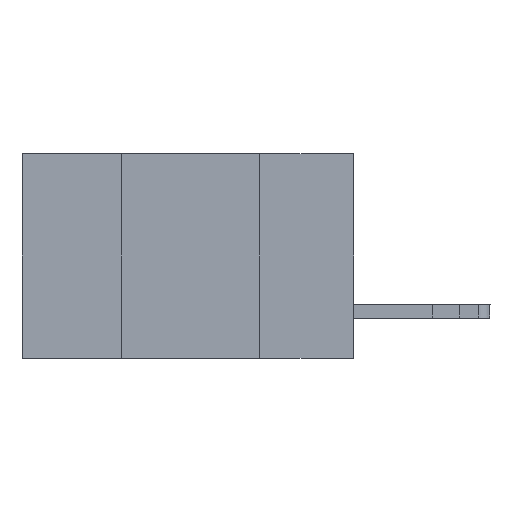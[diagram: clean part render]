
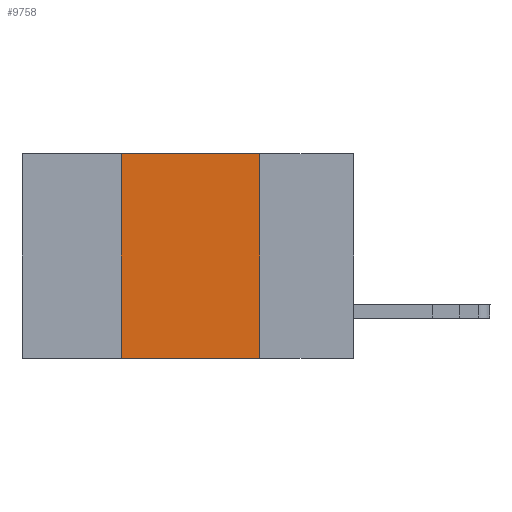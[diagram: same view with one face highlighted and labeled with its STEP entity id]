
A CAD part, left-side view. The second image highlights one B-rep face of the part: STEP entity #9758.
In plain terms, the highlighted planar face has unit normal (-1, 0, 0).
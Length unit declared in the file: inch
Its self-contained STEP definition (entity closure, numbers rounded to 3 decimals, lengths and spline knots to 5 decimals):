
#375 = DIRECTION ( 'NONE',  ( 0., 0., 1. ) ) ;
#585 = CARTESIAN_POINT ( 'NONE',  ( 0., 0.17, 0. ) ) ;
#1208 = FACE_OUTER_BOUND ( 'NONE', #5617, .T. ) ;
#1280 = VECTOR ( 'NONE', #375, 39.37008 ) ;
#1325 = ORIENTED_EDGE ( 'NONE', *, *, #1951, .F. ) ;
#1652 = LINE ( 'NONE', #13951, #12397 ) ;
#1834 = EDGE_CURVE ( 'NONE', #15764, #12112, #9552, .T. ) ;
#1951 = EDGE_CURVE ( 'NONE', #12112, #13518, #1652, .T. ) ;
#2661 = CARTESIAN_POINT ( 'NONE',  ( 0., 0.42, -0.37 ) ) ;
#3028 = DIRECTION ( 'NONE',  ( 0., -1., 0. ) ) ;
#3644 = CARTESIAN_POINT ( 'NONE',  ( 0., 0.6, 0. ) ) ;
#4578 = ORIENTED_EDGE ( 'NONE', *, *, #5651, .F. ) ;
#5176 = DIRECTION ( 'NONE',  ( 1., 0., 0. ) ) ;
#5399 = CARTESIAN_POINT ( 'NONE',  ( 0., 0.6, 0. ) ) ;
#5611 = CARTESIAN_POINT ( 'NONE',  ( 0., 0.6, -0.37 ) ) ;
#5617 = EDGE_LOOP ( 'NONE', ( #1325, #10453, #4578, #9507 ) ) ;
#5651 = EDGE_CURVE ( 'NONE', #16144, #15764, #11612, .T. ) ;
#6573 = VECTOR ( 'NONE', #3028, 39.37008 ) ;
#8504 = CARTESIAN_POINT ( 'NONE',  ( 0., 0.42, 0. ) ) ;
#9187 = DIRECTION ( 'NONE',  ( 0., 0., -1. ) ) ;
#9507 = ORIENTED_EDGE ( 'NONE', *, *, #10338, .T. ) ;
#9552 = LINE ( 'NONE', #3644, #11622 ) ;
#9758 = ADVANCED_FACE ( 'NONE', ( #1208 ), #16594, .F. ) ;
#10208 = DIRECTION ( 'NONE',  ( 0., 0., -1. ) ) ;
#10338 = EDGE_CURVE ( 'NONE', #16144, #13518, #10603, .T. ) ;
#10453 = ORIENTED_EDGE ( 'NONE', *, *, #1834, .F. ) ;
#10603 = LINE ( 'NONE', #5611, #6573 ) ;
#10733 = AXIS2_PLACEMENT_3D ( 'NONE', #5399, #5176, #9187 ) ;
#10932 = CARTESIAN_POINT ( 'NONE',  ( 0., 0.42, 0. ) ) ;
#11612 = LINE ( 'NONE', #8504, #1280 ) ;
#11622 = VECTOR ( 'NONE', #15458, 39.37008 ) ;
#12112 = VERTEX_POINT ( 'NONE', #585 ) ;
#12397 = VECTOR ( 'NONE', #10208, 39.37008 ) ;
#13438 = CARTESIAN_POINT ( 'NONE',  ( 0., 0.17, -0.37 ) ) ;
#13518 = VERTEX_POINT ( 'NONE', #13438 ) ;
#13951 = CARTESIAN_POINT ( 'NONE',  ( 0., 0.17, 0. ) ) ;
#15458 = DIRECTION ( 'NONE',  ( 0., -1., 0. ) ) ;
#15764 = VERTEX_POINT ( 'NONE', #10932 ) ;
#16144 = VERTEX_POINT ( 'NONE', #2661 ) ;
#16594 = PLANE ( 'NONE',  #10733 ) ;
